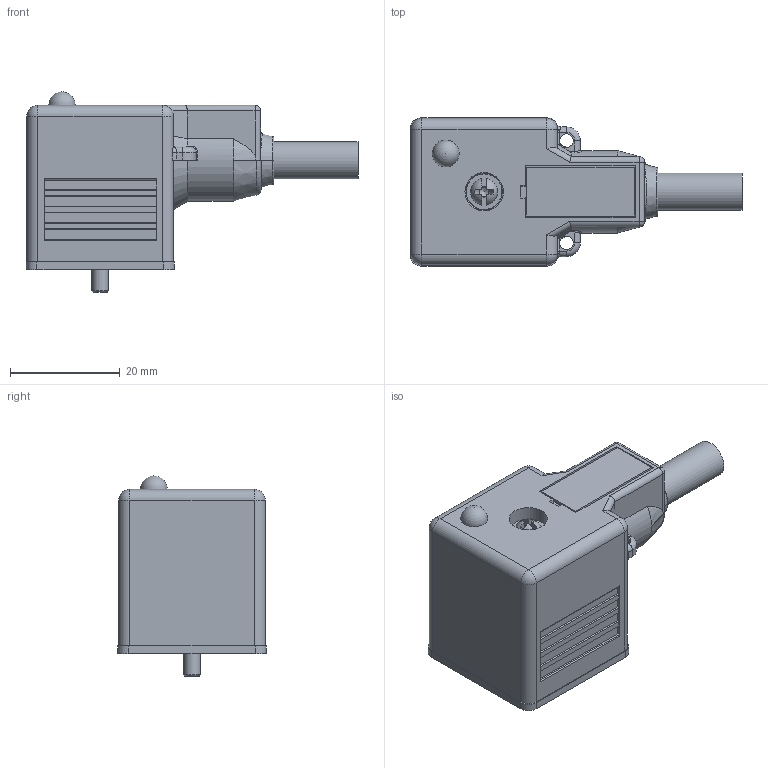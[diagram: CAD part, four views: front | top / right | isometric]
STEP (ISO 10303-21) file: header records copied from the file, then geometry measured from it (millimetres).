
FILE_DESCRIPTION((''),'2;1');
FILE_NAME('Ventilstecker MSUD_18mm.stp','2011-04-18T15:13:22',('stoeckel'),(''),'Autodesk Inventor 2011','Autodesk Inventor 2011','');
FILE_SCHEMA(('AUTOMOTIVE_DESIGN { 1 0 10303 214 1 1 1 1 }'));
Length unit declared in the file: millimetre
Products named in the file (1): Bauteil28
Bounding box: 60.45 x 27 x 36.45 mm (x, y, z)
Volume: 23900.2 mm3; surface area: 7927.2 mm2
Topology: 1 solids, 3 shells, 295 faces, 781 edges, 500 vertices
Faces by surface type: plane 188, cylinder 59, cone 16, torus 12, bspline 11, sphere 9
Full cylindrical faces by diameter (mm): 2.5 x2, 3 x2, 6.5 x1, 6.8 x1, 7 x1, 8.4 x1
Entity records: 9946 total; most frequent: CARTESIAN_POINT 2814, ORIENTED_EDGE 1494, DIRECTION 1424, EDGE_CURVE 747, VECTOR 512, LINE 512, VERTEX_POINT 490, AXIS2_PLACEMENT_3D 456
